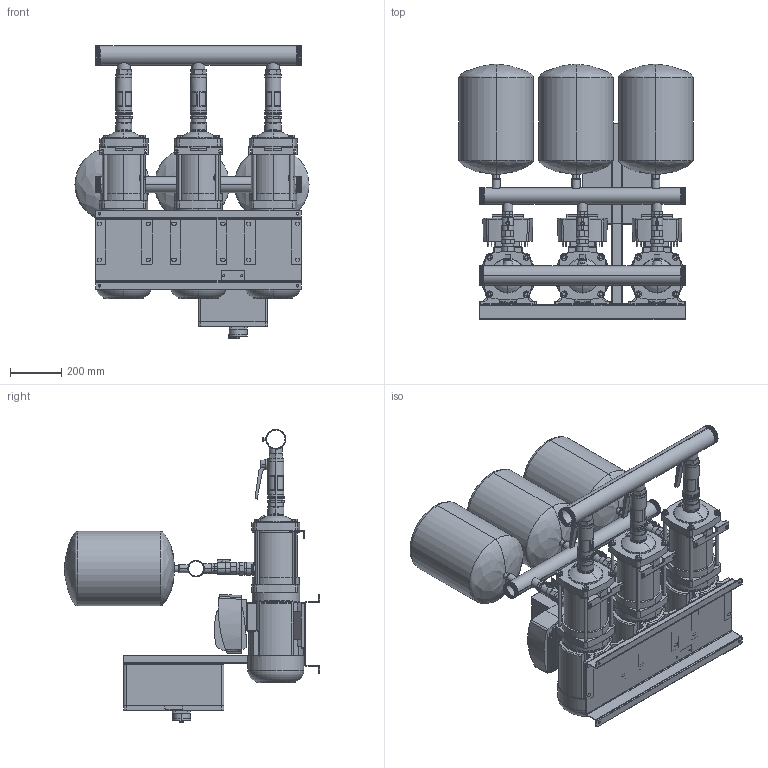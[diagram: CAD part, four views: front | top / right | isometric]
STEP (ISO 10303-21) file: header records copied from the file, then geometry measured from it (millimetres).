
FILE_DESCRIPTION (( 'STEP AP214' ), '1' );
FILE_NAME ('3EH 20-5 TE.STEP', '2022-03-02T09:51:24', ( '' ), ( '' ), 'SwSTEP 2.0', 'SolidWorks 2020', '' );
FILE_SCHEMA (( 'AUTOMOTIVE_DESIGN' ));
Length unit declared in the file: mil
Products named in the file (1): 3EH 20-5 TE
Bounding box: 910 x 992 x 1139 mm (x, y, z)
Volume: 151604937.1 mm3; surface area: 8772357.4 mm2
Topology: 93 solids, 94 shells, 2497 faces, 6081 edges, 3944 vertices
Faces by surface type: plane 1202, cylinder 1026, cone 126, torus 69, bspline 60, sphere 14
Entity records: 104878 total; most frequent: CARTESIAN_POINT 42936, DIRECTION 12294, ORIENTED_EDGE 12142, EDGE_CURVE 6071, AXIS2_PLACEMENT_3D 4507, VERTEX_POINT 3944, VECTOR 3280, LINE 3280
